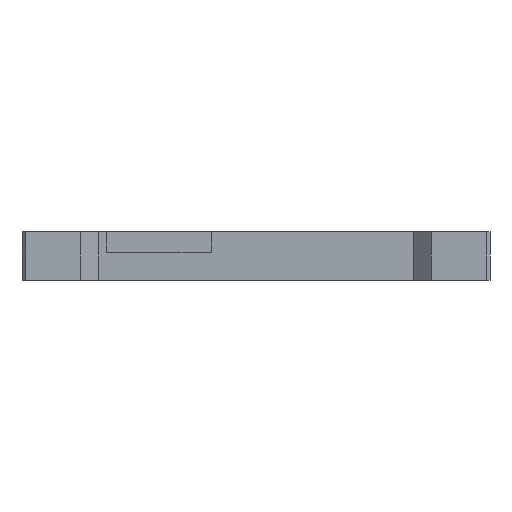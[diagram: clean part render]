
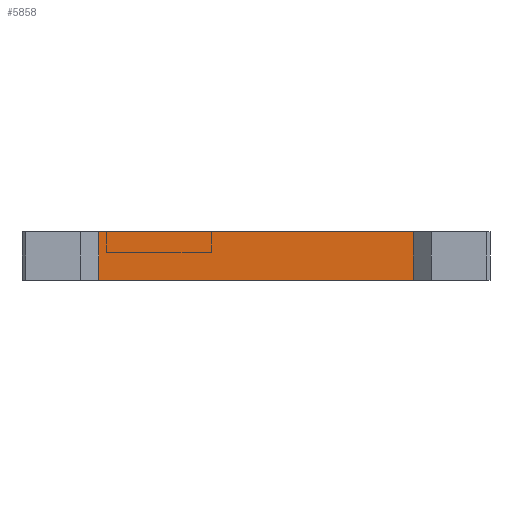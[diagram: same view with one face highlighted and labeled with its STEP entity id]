
A CAD part, front view. The second image highlights one B-rep face of the part: STEP entity #5858.
In plain terms, the highlighted planar face has unit normal (0, -1, 0).
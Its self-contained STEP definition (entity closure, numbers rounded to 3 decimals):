
#118=PLANE('',#6255);
#398=FACE_OUTER_BOUND('',#723,.T.);
#723=EDGE_LOOP('',(#4475,#4476,#4477,#4478));
#1313=LINE('',#8819,#2063);
#1315=LINE('',#8823,#2065);
#1316=LINE('',#8825,#2066);
#1317=LINE('',#8826,#2067);
#2063=VECTOR('',#7077,1000.);
#2065=VECTOR('',#7081,1000.);
#2066=VECTOR('',#7082,1000.);
#2067=VECTOR('',#7083,1000.);
#2941=VERTEX_POINT('',#8816);
#2942=VERTEX_POINT('',#8818);
#2943=VERTEX_POINT('',#8822);
#2944=VERTEX_POINT('',#8824);
#3562=EDGE_CURVE('',#2942,#2941,#1313,.T.);
#3564=EDGE_CURVE('',#2941,#2943,#1315,.T.);
#3565=EDGE_CURVE('',#2944,#2943,#1316,.T.);
#3566=EDGE_CURVE('',#2942,#2944,#1317,.T.);
#4475=ORIENTED_EDGE('',*,*,#3564,.T.);
#4476=ORIENTED_EDGE('',*,*,#3565,.F.);
#4477=ORIENTED_EDGE('',*,*,#3566,.F.);
#4478=ORIENTED_EDGE('',*,*,#3562,.T.);
#5858=ADVANCED_FACE('',(#398),#118,.F.);
#6255=AXIS2_PLACEMENT_3D('',#8821,#7079,#7080);
#7077=DIRECTION('',(0.,0.,-1.));
#7079=DIRECTION('center_axis',(0.,1.,0.));
#7080=DIRECTION('ref_axis',(-1.,0.,0.));
#7081=DIRECTION('',(1.,0.,0.));
#7082=DIRECTION('',(0.,0.,-1.));
#7083=DIRECTION('',(1.,0.,0.));
#8816=CARTESIAN_POINT('',(21.,-2.,0.));
#8818=CARTESIAN_POINT('',(21.,-2.,19.));
#8819=CARTESIAN_POINT('',(21.,-2.,19.));
#8821=CARTESIAN_POINT('Origin',(21.,-2.,19.));
#8822=CARTESIAN_POINT('',(144.,-2.,0.));
#8823=CARTESIAN_POINT('',(21.,-2.,0.));
#8824=CARTESIAN_POINT('',(144.,-2.,19.));
#8825=CARTESIAN_POINT('',(144.,-2.,19.));
#8826=CARTESIAN_POINT('',(21.,-2.,19.));
